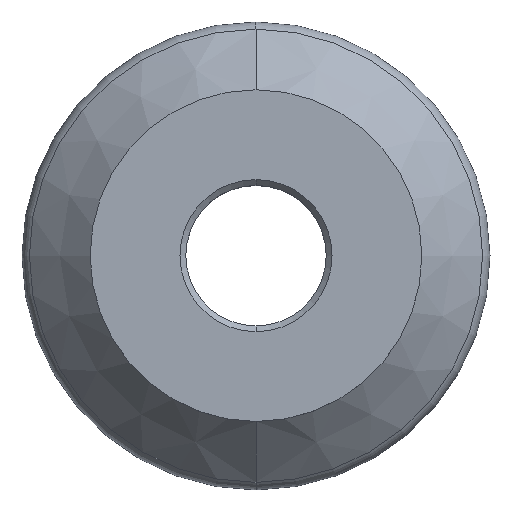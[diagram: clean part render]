
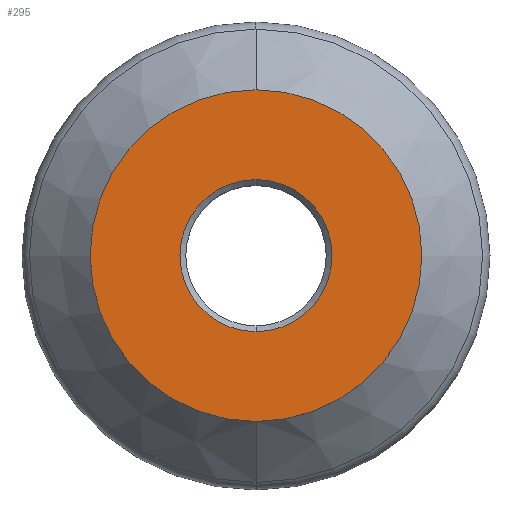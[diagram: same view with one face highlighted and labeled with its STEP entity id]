
A CAD part, top view. The second image highlights one B-rep face of the part: STEP entity #295.
In plain terms, the highlighted planar face has unit normal (0, 0, 1).
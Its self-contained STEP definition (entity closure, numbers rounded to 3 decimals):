
#135=VERTEX_POINT('',#355);
#167=EDGE_CURVE('',#325,#257,#390,.T.);
#195=EDGE_CURVE('',#323,#135,#422,.T.);
#241=EDGE_CURVE('',#135,#323,#475,.T.);
#257=VERTEX_POINT('',#492);
#263=EDGE_CURVE('',#257,#325,#498,.T.);
#295=ADVANCED_FACE('',(#533,#534),#535,.T.);
#323=VERTEX_POINT('',#567);
#325=VERTEX_POINT('',#569);
#355=CARTESIAN_POINT('',(0.,-20.638,0.0));
#390=CIRCLE('',#637,45.0);
#422=CIRCLE('',#676,20.638);
#475=CIRCLE('',#745,20.638);
#492=CARTESIAN_POINT('',(0.,-45.0,0.0));
#498=CIRCLE('',#774,45.0);
#533=FACE_BOUND('',#821,.T.);
#534=FACE_OUTER_BOUND('',#822,.T.);
#535=PLANE('',#823);
#567=CARTESIAN_POINT('',(0.0,20.638,0.0));
#569=CARTESIAN_POINT('',(0.0,45.0,0.0));
#637=AXIS2_PLACEMENT_3D('',#929,#930,#931);
#676=AXIS2_PLACEMENT_3D('',#977,#978,#979);
#745=AXIS2_PLACEMENT_3D('',#1061,#1062,#1063);
#774=AXIS2_PLACEMENT_3D('',#1082,#1083,#1084);
#821=EDGE_LOOP('',(#1126,#1127));
#822=EDGE_LOOP('',(#1128,#1129));
#823=AXIS2_PLACEMENT_3D('',#1130,#1131,#1132);
#929=CARTESIAN_POINT('',(0.0,0.0,0.0));
#930=DIRECTION('',(0.0,0.0,-1.0));
#931=DIRECTION('',(0.0,1.0,0.0));
#977=CARTESIAN_POINT('',(0.0,0.0,0.0));
#978=DIRECTION('',(-0.0,0.0,-1.0));
#979=DIRECTION('',(0.0,1.0,0.0));
#1061=CARTESIAN_POINT('',(0.0,0.0,0.0));
#1062=DIRECTION('',(-0.0,0.0,-1.0));
#1063=DIRECTION('',(0.0,1.0,0.0));
#1082=CARTESIAN_POINT('',(0.0,0.0,0.0));
#1083=DIRECTION('',(0.0,0.0,-1.0));
#1084=DIRECTION('',(0.0,1.0,0.0));
#1126=ORIENTED_EDGE('',*,*,#195,.T.);
#1127=ORIENTED_EDGE('',*,*,#241,.T.);
#1128=ORIENTED_EDGE('',*,*,#167,.F.);
#1129=ORIENTED_EDGE('',*,*,#263,.F.);
#1130=CARTESIAN_POINT('',(0.0,22.5,0.0));
#1131=DIRECTION('',(-0.0,0.0,1.0));
#1132=DIRECTION('',(0.0,-1.0,0.0));
